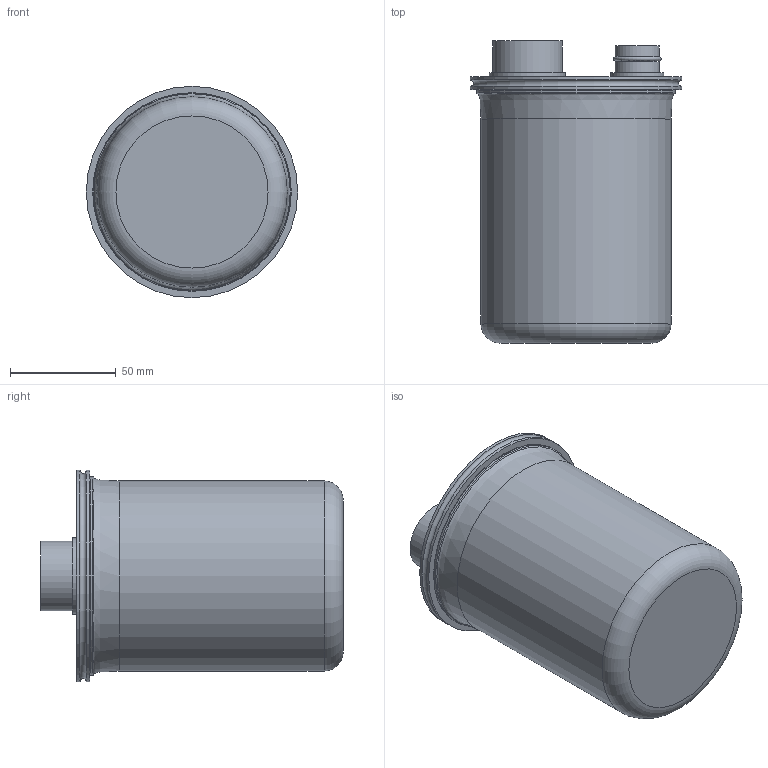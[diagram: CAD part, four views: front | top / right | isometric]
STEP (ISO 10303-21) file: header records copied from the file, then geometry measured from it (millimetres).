
FILE_DESCRIPTION(/* description */ (''),/* implementation_level */ '2;1');
FILE_NAME(/* name */ 'Beaker glass - top connector.stp',/* time_stamp */ '2020-08-23T23:52:20-04:00',/* author */ ('Bruno'),/* organization */ (''),/* preprocessor_version */ 'ST-DEVELOPER v18.1',/* originating_system */ 'Autodesk Inventor 2020',/* authorisation */ '');
FILE_SCHEMA (('CONFIG_CONTROL_DESIGN'));
Length unit declared in the file: millimetre
Products named in the file (13): Beaker glass - top connector; Precipitated Glass 600ml-De90-Di84-H120; Body glass top; Paddle; Oring 2-007; DIN912 M4x0.7x16-8.8 socket head screw; Oring 2-026; Oring 2-019; Oring 2-151 Deform; Corrugated-top connector; Heated tube-top connector; Oring 2-018 Deform; Oring 2-022
Assembly tree (12 placements, depth 2):
  Beaker glass - top connector
    Precipitated Glass 600ml-De90-Di84-H120
    Body glass top
    Paddle
    Oring 2-007
    DIN912 M4x0.7x16-8.8 socket head screw
    Oring 2-026
    Oring 2-019
    Oring 2-151 Deform
    Corrugated-top connector
    Heated tube-top connector
    Oring 2-018 Deform
    Oring 2-022
Bounding box: 100 x 143 x 100 mm (x, y, z)
Volume: 330319.4 mm3; surface area: 134042.2 mm2
Topology: 12 solids, 12 shells, 91 faces, 235 edges, 172 vertices
Faces by surface type: plane 42, cylinder 31, torus 12, cone 4, bspline 2
Full cylindrical faces by diameter (mm): 3.242 x1, 4 x1, 5 x1, 7 x1, 8 x1, 16 x1, 18 x1, 18.4 x1, 20 x1, 20.5 x1, 21 x2, 24 x1, 25 x1, 26 x2, 28.7 x1, 30 x1, 31.6 x1, 33 x2, 35 x1, 36 x1, 79 x1, 83.5 x2, 84 x1, 90 x1, 94 x1, 100 x2
Entity records: 3515 total; most frequent: DIRECTION 609, CARTESIAN_POINT 591, ORIENTED_EDGE 466, AXIS2_PLACEMENT_3D 271, EDGE_CURVE 233, VERTEX_POINT 172, CIRCLE 157, EDGE_LOOP 119
